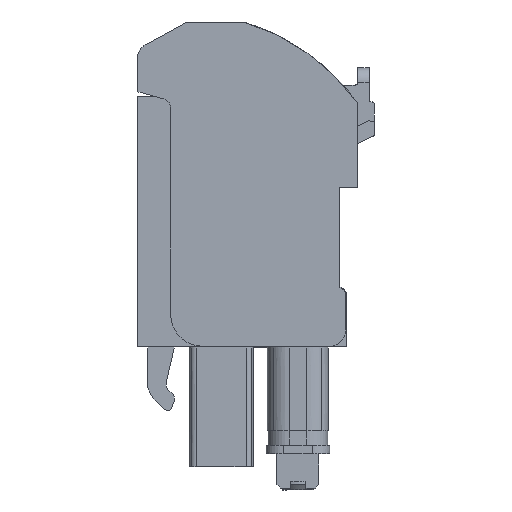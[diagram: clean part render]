
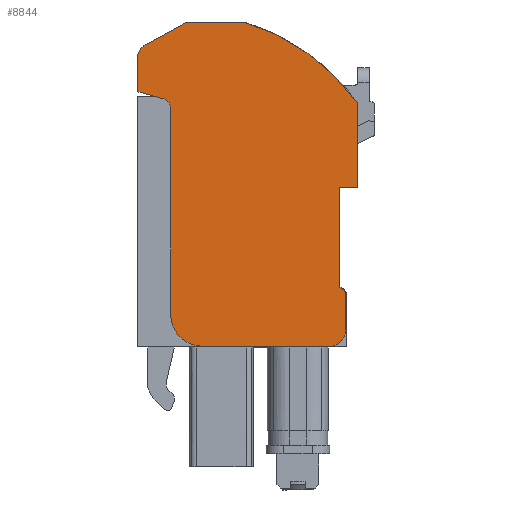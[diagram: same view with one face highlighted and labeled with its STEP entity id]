
A CAD part, left-side view. The second image highlights one B-rep face of the part: STEP entity #8844.
In plain terms, the highlighted planar face has unit normal (-1, 0, 0).
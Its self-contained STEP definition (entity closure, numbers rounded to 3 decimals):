
#8491=AXIS2_PLACEMENT_3D('Circle Axis2P3D',#8489,#8490,$) ;
#8692=AXIS2_PLACEMENT_3D('Plane Axis2P3D',#8689,#8690,#8691) ;
#8703=AXIS2_PLACEMENT_3D('Circle Axis2P3D',#8701,#8702,$) ;
#8743=AXIS2_PLACEMENT_3D('Circle Axis2P3D',#8741,#8742,$) ;
#8757=AXIS2_PLACEMENT_3D('Circle Axis2P3D',#8755,#8756,$) ;
#8771=AXIS2_PLACEMENT_3D('Circle Axis2P3D',#8769,#8770,$) ;
#8806=AXIS2_PLACEMENT_3D('Circle Axis2P3D',#8804,#8805,$) ;
#8813=AXIS2_PLACEMENT_3D('Circle Axis2P3D',#8811,#8812,$) ;
#8486=CARTESIAN_POINT('Vertex',(0.,16.405,29.932)) ;
#8489=CARTESIAN_POINT('Axis2P3D Location',(0.,15.405,29.932)) ;
#8493=CARTESIAN_POINT('Vertex',(0.,15.882,30.811)) ;
#8673=CARTESIAN_POINT('Vertex',(0.,16.405,27.568)) ;
#8676=CARTESIAN_POINT('Line Origine',(0.,16.405,28.75)) ;
#8689=CARTESIAN_POINT('Axis2P3D Location',(0.,14.099,12.568)) ;
#8694=CARTESIAN_POINT('Line Origine',(0.,14.44,31.594)) ;
#8698=CARTESIAN_POINT('Vertex',(0.,12.997,32.378)) ;
#8701=CARTESIAN_POINT('Axis2P3D Location',(0.,22.274,2.33)) ;
#8705=CARTESIAN_POINT('Vertex',(0.,16.138,27.504)) ;
#8709=CARTESIAN_POINT('Control Point',(0.,16.138,27.504)) ;
#8710=CARTESIAN_POINT('Control Point',(0.,15.827,27.428)) ;
#8711=CARTESIAN_POINT('Control Point',(0.,15.518,27.348)) ;
#8712=CARTESIAN_POINT('Control Point',(0.,15.21,27.263)) ;
#8713=CARTESIAN_POINT('Control Point',(0.,14.903,27.173)) ;
#8714=CARTESIAN_POINT('Control Point',(0.,14.598,27.078)) ;
#8715=CARTESIAN_POINT('Vertex',(0.,14.598,27.078)) ;
#8719=CARTESIAN_POINT('Control Point',(0.,14.598,27.078)) ;
#8720=CARTESIAN_POINT('Control Point',(0.,14.53,27.057)) ;
#8721=CARTESIAN_POINT('Control Point',(0.,14.464,27.027)) ;
#8722=CARTESIAN_POINT('Control Point',(0.,14.403,26.989)) ;
#8723=CARTESIAN_POINT('Control Point',(0.,14.292,26.899)) ;
#8724=CARTESIAN_POINT('Control Point',(0.,14.207,26.783)) ;
#8725=CARTESIAN_POINT('Control Point',(0.,14.172,26.721)) ;
#8726=CARTESIAN_POINT('Control Point',(0.,14.132,26.621)) ;
#8727=CARTESIAN_POINT('Control Point',(0.,14.112,26.516)) ;
#8728=CARTESIAN_POINT('Control Point',(0.,14.107,26.48)) ;
#8729=CARTESIAN_POINT('Control Point',(0.,14.105,26.445)) ;
#8730=CARTESIAN_POINT('Control Point',(0.,14.105,26.409)) ;
#8731=CARTESIAN_POINT('Vertex',(0.,14.105,26.409)) ;
#8734=CARTESIAN_POINT('Line Origine',(0.,14.105,19.255)) ;
#8738=CARTESIAN_POINT('Vertex',(0.,14.105,12.1)) ;
#8741=CARTESIAN_POINT('Axis2P3D Location',(0.,11.905,12.15)) ;
#8745=CARTESIAN_POINT('Vertex',(0.,11.905,9.95)) ;
#8748=CARTESIAN_POINT('Line Origine',(0.,7.523,9.95)) ;
#8752=CARTESIAN_POINT('Vertex',(0.,3.141,9.95)) ;
#8755=CARTESIAN_POINT('Axis2P3D Location',(0.,3.141,11.1)) ;
#8759=CARTESIAN_POINT('Vertex',(0.,1.991,11.1)) ;
#8762=CARTESIAN_POINT('Line Origine',(0.,1.991,12.314)) ;
#8766=CARTESIAN_POINT('Vertex',(0.,1.991,13.528)) ;
#8769=CARTESIAN_POINT('Axis2P3D Location',(0.,2.441,13.528)) ;
#8773=CARTESIAN_POINT('Vertex',(0.,2.317,13.961)) ;
#8776=CARTESIAN_POINT('Line Origine',(0.,2.384,13.98)) ;
#8780=CARTESIAN_POINT('Vertex',(0.,2.45,13.999)) ;
#8783=CARTESIAN_POINT('Line Origine',(0.,2.45,17.471)) ;
#8787=CARTESIAN_POINT('Vertex',(0.,2.45,20.942)) ;
#8790=CARTESIAN_POINT('Line Origine',(0.,1.824,20.942)) ;
#8794=CARTESIAN_POINT('Vertex',(0.001,1.197,20.942)) ;
#8797=CARTESIAN_POINT('Line Origine',(0.,1.197,23.882)) ;
#8801=CARTESIAN_POINT('Vertex',(0.001,1.197,26.822)) ;
#8804=CARTESIAN_POINT('Axis2P3D Location',(0.,13.352,18.032)) ;
#8808=CARTESIAN_POINT('Vertex',(0.,8.905,32.358)) ;
#8811=CARTESIAN_POINT('Axis2P3D Location',(0.,13.352,18.032)) ;
#8815=CARTESIAN_POINT('Vertex',(0.,8.971,32.378)) ;
#8818=CARTESIAN_POINT('Line Origine',(0.,10.984,32.378)) ;
#8490=DIRECTION('Axis2P3D Direction',(1.,0.,0.)) ;
#8677=DIRECTION('Vector Direction',(0.,0.,1.)) ;
#8690=DIRECTION('Axis2P3D Direction',(1.,0.,0.)) ;
#8691=DIRECTION('Axis2P3D XDirection',(0.,-0.018,1.)) ;
#8695=DIRECTION('Vector Direction',(0.,-0.879,0.477)) ;
#8702=DIRECTION('Axis2P3D Direction',(1.,0.,0.)) ;
#8735=DIRECTION('Vector Direction',(0.,0.,-1.)) ;
#8742=DIRECTION('Axis2P3D Direction',(1.,0.,0.)) ;
#8749=DIRECTION('Vector Direction',(0.,-1.,0.)) ;
#8756=DIRECTION('Axis2P3D Direction',(1.,0.,0.)) ;
#8763=DIRECTION('Vector Direction',(0.,0.,1.)) ;
#8770=DIRECTION('Axis2P3D Direction',(1.,0.,0.)) ;
#8777=DIRECTION('Vector Direction',(0.,0.961,0.276)) ;
#8784=DIRECTION('Vector Direction',(0.,0.,1.)) ;
#8791=DIRECTION('Vector Direction',(0.,1.,0.)) ;
#8798=DIRECTION('Vector Direction',(0.,0.,-1.)) ;
#8805=DIRECTION('Axis2P3D Direction',(1.,0.,0.)) ;
#8812=DIRECTION('Axis2P3D Direction',(1.,0.,0.)) ;
#8819=DIRECTION('Vector Direction',(0.,1.,0.)) ;
#8678=VECTOR('Line Direction',#8677,1.) ;
#8696=VECTOR('Line Direction',#8695,1.) ;
#8736=VECTOR('Line Direction',#8735,1.) ;
#8750=VECTOR('Line Direction',#8749,1.) ;
#8764=VECTOR('Line Direction',#8763,1.) ;
#8778=VECTOR('Line Direction',#8777,1.) ;
#8785=VECTOR('Line Direction',#8784,1.) ;
#8792=VECTOR('Line Direction',#8791,1.) ;
#8799=VECTOR('Line Direction',#8798,1.) ;
#8820=VECTOR('Line Direction',#8819,1.) ;
#8824=ORIENTED_EDGE('',*,*,#8700,.F.) ;
#8825=ORIENTED_EDGE('',*,*,#8495,.F.) ;
#8826=ORIENTED_EDGE('',*,*,#8680,.T.) ;
#8827=ORIENTED_EDGE('',*,*,#8707,.T.) ;
#8828=ORIENTED_EDGE('',*,*,#8717,.T.) ;
#8829=ORIENTED_EDGE('',*,*,#8733,.T.) ;
#8830=ORIENTED_EDGE('',*,*,#8740,.T.) ;
#8831=ORIENTED_EDGE('',*,*,#8747,.F.) ;
#8832=ORIENTED_EDGE('',*,*,#8754,.T.) ;
#8833=ORIENTED_EDGE('',*,*,#8761,.F.) ;
#8834=ORIENTED_EDGE('',*,*,#8768,.T.) ;
#8835=ORIENTED_EDGE('',*,*,#8775,.F.) ;
#8836=ORIENTED_EDGE('',*,*,#8782,.T.) ;
#8837=ORIENTED_EDGE('',*,*,#8789,.T.) ;
#8838=ORIENTED_EDGE('',*,*,#8796,.T.) ;
#8839=ORIENTED_EDGE('',*,*,#8803,.T.) ;
#8840=ORIENTED_EDGE('',*,*,#8810,.T.) ;
#8841=ORIENTED_EDGE('',*,*,#8817,.T.) ;
#8842=ORIENTED_EDGE('',*,*,#8822,.T.) ;
#8844=ADVANCED_FACE('GEHAEUSE',(#8843),#8693,.F.) ;
#8708=B_SPLINE_CURVE_WITH_KNOTS('',5,(#8709,#8710,#8711,#8712,#8713,#8714),.UNSPECIFIED.,.F.,.U.,(6,6),(0.,2.26),.UNSPECIFIED.) ;
#8718=B_SPLINE_CURVE_WITH_KNOTS('',5,(#8719,#8720,#8721,#8722,#8723,#8724,#8725,#8726,#8727,#8728,#8729,#8730),.UNSPECIFIED.,.F.,.U.,(6,3,3,6),(0.,0.512,1.023,1.279),.UNSPECIFIED.) ;
#8492=CIRCLE('generated circle',#8491,1.) ;
#8704=CIRCLE('generated circle',#8703,25.911) ;
#8744=CIRCLE('generated circle',#8743,2.2) ;
#8758=CIRCLE('generated circle',#8757,1.15) ;
#8772=CIRCLE('generated circle',#8771,0.45) ;
#8807=CIRCLE('generated circle',#8806,15.) ;
#8814=CIRCLE('generated circle',#8813,15.) ;
#8495=EDGE_CURVE('',#8487,#8494,#8492,.T.) ;
#8680=EDGE_CURVE('',#8487,#8674,#8679,.F.) ;
#8700=EDGE_CURVE('',#8494,#8699,#8697,.T.) ;
#8707=EDGE_CURVE('',#8674,#8706,#8704,.T.) ;
#8717=EDGE_CURVE('',#8706,#8716,#8708,.T.) ;
#8733=EDGE_CURVE('',#8716,#8732,#8718,.T.) ;
#8740=EDGE_CURVE('',#8732,#8739,#8737,.T.) ;
#8747=EDGE_CURVE('',#8746,#8739,#8744,.T.) ;
#8754=EDGE_CURVE('',#8746,#8753,#8751,.T.) ;
#8761=EDGE_CURVE('',#8760,#8753,#8758,.T.) ;
#8768=EDGE_CURVE('',#8760,#8767,#8765,.T.) ;
#8775=EDGE_CURVE('',#8774,#8767,#8772,.T.) ;
#8782=EDGE_CURVE('',#8774,#8781,#8779,.T.) ;
#8789=EDGE_CURVE('',#8781,#8788,#8786,.T.) ;
#8796=EDGE_CURVE('',#8788,#8795,#8793,.F.) ;
#8803=EDGE_CURVE('',#8795,#8802,#8800,.F.) ;
#8810=EDGE_CURVE('',#8802,#8809,#8807,.F.) ;
#8817=EDGE_CURVE('',#8809,#8816,#8814,.F.) ;
#8822=EDGE_CURVE('',#8816,#8699,#8821,.T.) ;
#8823=EDGE_LOOP('',(#8824,#8825,#8826,#8827,#8828,#8829,#8830,#8831,#8832,#8833,#8834,#8835,#8836,#8837,#8838,#8839,#8840,#8841,#8842)) ;
#8843=FACE_OUTER_BOUND('',#8823,.T.) ;
#8679=LINE('Line',#8676,#8678) ;
#8697=LINE('Line',#8694,#8696) ;
#8737=LINE('Line',#8734,#8736) ;
#8751=LINE('Line',#8748,#8750) ;
#8765=LINE('Line',#8762,#8764) ;
#8779=LINE('Line',#8776,#8778) ;
#8786=LINE('Line',#8783,#8785) ;
#8793=LINE('Line',#8790,#8792) ;
#8800=LINE('Line',#8797,#8799) ;
#8821=LINE('Line',#8818,#8820) ;
#8693=PLANE('',#8692) ;
#8487=VERTEX_POINT('',#8486) ;
#8494=VERTEX_POINT('',#8493) ;
#8674=VERTEX_POINT('',#8673) ;
#8699=VERTEX_POINT('',#8698) ;
#8706=VERTEX_POINT('',#8705) ;
#8716=VERTEX_POINT('',#8715) ;
#8732=VERTEX_POINT('',#8731) ;
#8739=VERTEX_POINT('',#8738) ;
#8746=VERTEX_POINT('',#8745) ;
#8753=VERTEX_POINT('',#8752) ;
#8760=VERTEX_POINT('',#8759) ;
#8767=VERTEX_POINT('',#8766) ;
#8774=VERTEX_POINT('',#8773) ;
#8781=VERTEX_POINT('',#8780) ;
#8788=VERTEX_POINT('',#8787) ;
#8795=VERTEX_POINT('',#8794) ;
#8802=VERTEX_POINT('',#8801) ;
#8809=VERTEX_POINT('',#8808) ;
#8816=VERTEX_POINT('',#8815) ;
